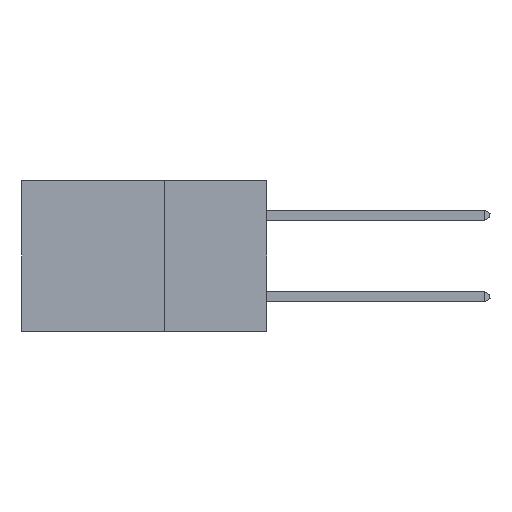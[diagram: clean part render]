
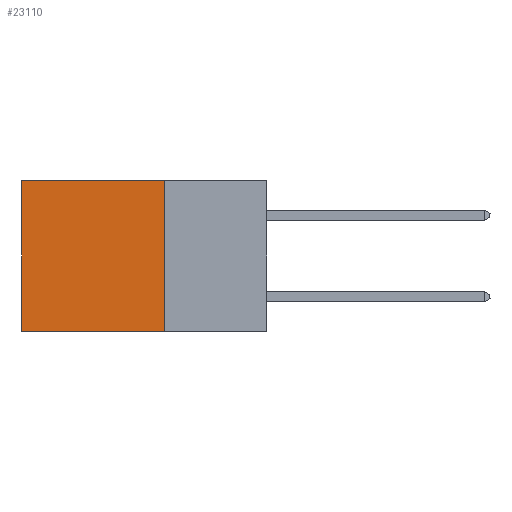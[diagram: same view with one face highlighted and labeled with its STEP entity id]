
A CAD part, left-side view. The second image highlights one B-rep face of the part: STEP entity #23110.
In plain terms, the highlighted planar face has unit normal (-1, 0, 0).
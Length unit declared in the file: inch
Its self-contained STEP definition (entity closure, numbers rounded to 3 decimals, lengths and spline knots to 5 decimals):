
#2837 = VECTOR ( 'NONE', #4086, 39.37008 ) ;
#4086 = DIRECTION ( 'NONE',  ( 0., 1., 0. ) ) ;
#5845 = CARTESIAN_POINT ( 'NONE',  ( 0.2875, 0.25, -0.37 ) ) ;
#6458 = VERTEX_POINT ( 'NONE', #27509 ) ;
#7500 = PLANE ( 'NONE',  #22291 ) ;
#8242 = VECTOR ( 'NONE', #25466, 39.37008 ) ;
#10052 = EDGE_CURVE ( 'NONE', #6458, #38924, #33150, .T. ) ;
#10356 = CARTESIAN_POINT ( 'NONE',  ( 0.2875, 0.25, 0. ) ) ;
#10915 = CARTESIAN_POINT ( 'NONE',  ( 0.2875, 0.25, 0. ) ) ;
#12387 = ORIENTED_EDGE ( 'NONE', *, *, #10052, .T. ) ;
#12388 = CARTESIAN_POINT ( 'NONE',  ( 0.2875, 0.25, 0. ) ) ;
#14355 = DIRECTION ( 'NONE',  ( 0., 0., -1. ) ) ;
#21726 = VERTEX_POINT ( 'NONE', #5845 ) ;
#22291 = AXIS2_PLACEMENT_3D ( 'NONE', #10915, #36877, #14355 ) ;
#23030 = CARTESIAN_POINT ( 'NONE',  ( 0.2875, 0.6, 0. ) ) ;
#23110 = ADVANCED_FACE ( 'NONE', ( #29155 ), #7500, .F. ) ;
#24149 = EDGE_CURVE ( 'NONE', #21726, #38924, #31376, .T. ) ;
#25466 = DIRECTION ( 'NONE',  ( 0., 0., -1. ) ) ;
#26153 = VECTOR ( 'NONE', #33868, 39.37008 ) ;
#27233 = LINE ( 'NONE', #30534, #2837 ) ;
#27509 = CARTESIAN_POINT ( 'NONE',  ( 0.2875, 0.6, 0. ) ) ;
#29155 = FACE_OUTER_BOUND ( 'NONE', #30350, .T. ) ;
#30350 = EDGE_LOOP ( 'NONE', ( #12387, #35028, #31377, #38990 ) ) ;
#30534 = CARTESIAN_POINT ( 'NONE',  ( 0.2875, 0.25, 0. ) ) ;
#31376 = LINE ( 'NONE', #39206, #42327 ) ;
#31377 = ORIENTED_EDGE ( 'NONE', *, *, #33423, .F. ) ;
#33150 = LINE ( 'NONE', #23030, #26153 ) ;
#33423 = EDGE_CURVE ( 'NONE', #35614, #21726, #39598, .T. ) ;
#33868 = DIRECTION ( 'NONE',  ( 0., 0., -1. ) ) ;
#34875 = EDGE_CURVE ( 'NONE', #35614, #6458, #27233, .T. ) ;
#35028 = ORIENTED_EDGE ( 'NONE', *, *, #24149, .F. ) ;
#35614 = VERTEX_POINT ( 'NONE', #12388 ) ;
#36877 = DIRECTION ( 'NONE',  ( 1., 0., 0. ) ) ;
#38091 = CARTESIAN_POINT ( 'NONE',  ( 0.2875, 0.6, -0.37 ) ) ;
#38924 = VERTEX_POINT ( 'NONE', #38091 ) ;
#38990 = ORIENTED_EDGE ( 'NONE', *, *, #34875, .T. ) ;
#39206 = CARTESIAN_POINT ( 'NONE',  ( 0.2875, 0.25, -0.37 ) ) ;
#39598 = LINE ( 'NONE', #10356, #8242 ) ;
#42327 = VECTOR ( 'NONE', #42421, 39.37008 ) ;
#42421 = DIRECTION ( 'NONE',  ( 0., 1., 0. ) ) ;
